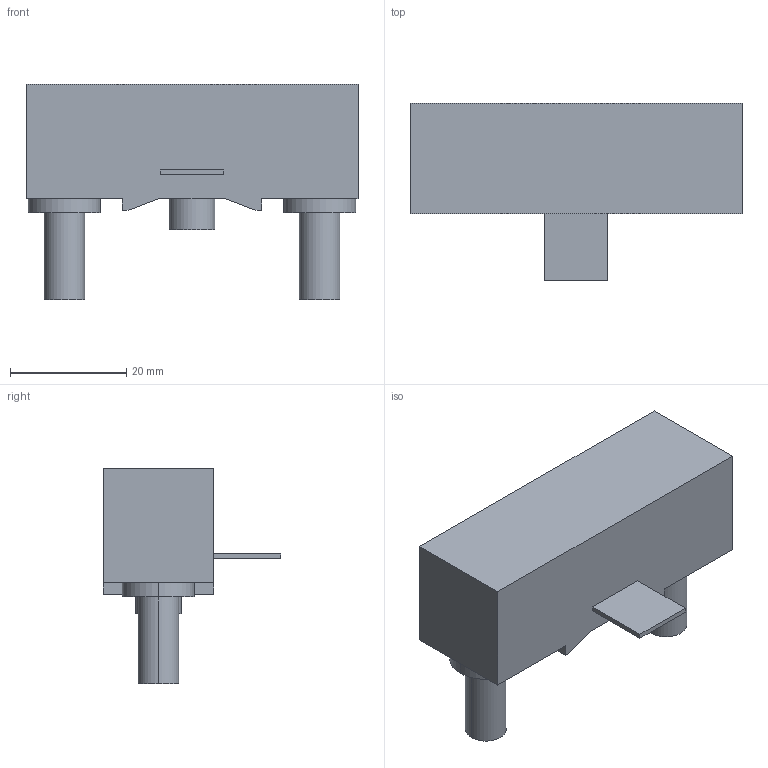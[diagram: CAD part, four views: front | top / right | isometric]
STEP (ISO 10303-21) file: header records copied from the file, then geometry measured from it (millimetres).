
FILE_DESCRIPTION((''),'2;1');
FILE_NAME('2377-45-HS','2012-08-22T',('ryans'),('Bourns, Inc.'),'PRO/ENGINEER BY PARAMETRIC TECHNOLOGY CORPORATION, 2010100','PRO/ENGINEER BY PARAMETRIC TECHNOLOGY CORPORATION, 2010100','');
FILE_SCHEMA(('CONFIG_CONTROL_DESIGN'));
Length unit declared in the file: millimetre
Products named in the file (1): 2377-45-HS
Bounding box: 57.15 x 30.6 x 37.08 mm (x, y, z)
Volume: 23836.8 mm3; surface area: 6552.6 mm2
Topology: 1 solids, 1 shells, 34 faces, 78 edges, 52 vertices
Faces by surface type: plane 24, cylinder 10
Entity records: 1000 total; most frequent: DIRECTION 166, CARTESIAN_POINT 164, ORIENTED_EDGE 156, EDGE_CURVE 78, VECTOR 58, LINE 58, AXIS2_PLACEMENT_3D 54, VERTEX_POINT 52
